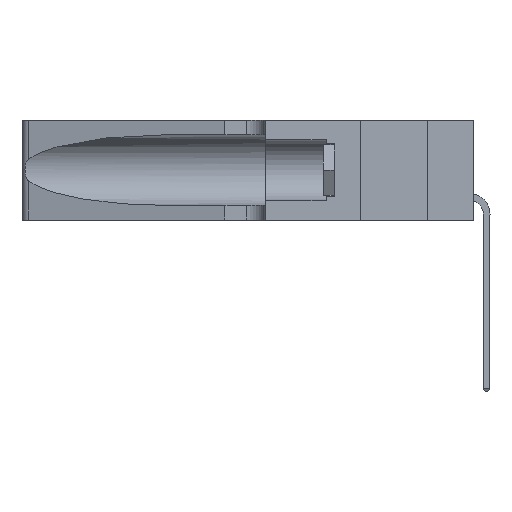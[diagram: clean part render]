
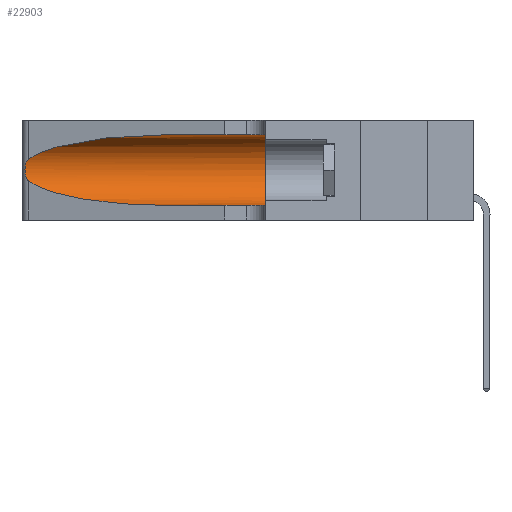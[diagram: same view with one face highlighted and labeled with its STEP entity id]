
A CAD part, left-side view. The second image highlights one B-rep face of the part: STEP entity #22903.
In plain terms, the highlighted cylindrical face has radius 3.308 mm (diameter 6.617 mm), a partial arc.
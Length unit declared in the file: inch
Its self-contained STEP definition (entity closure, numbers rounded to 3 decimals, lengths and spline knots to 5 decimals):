
#460 = CARTESIAN_POINT ( 'NONE',  ( 0.1305, 0.72297, 0.31525 ) ) ;
#783 = FACE_OUTER_BOUND ( 'NONE', #34489, .T. ) ;
#871 = CARTESIAN_POINT ( 'NONE',  ( 0.26075, 1.23896, 0.178 ) ) ;
#1070 = DIRECTION ( 'NONE',  ( 0., -1., 0. ) ) ;
#1134 = CARTESIAN_POINT ( 'NONE',  ( 0.25787, 1.23484, 0.2124 ) ) ;
#1775 = VERTEX_POINT ( 'NONE', #5087 ) ;
#1874 = CARTESIAN_POINT ( 'NONE',  ( 0.1305, 0.72297, 0.31525 ) ) ;
#2014 = CARTESIAN_POINT ( 'NONE',  ( 0.1305, 1.61858, 0.31525 ) ) ;
#5087 = CARTESIAN_POINT ( 'NONE',  ( 0.1305, 0.35, 0.05475 ) ) ;
#5666 = EDGE_CURVE ( 'NONE', #12557, #31223, #11830, .T. ) ;
#5938 = DIRECTION ( 'NONE',  ( 0., 1., 0. ) ) ;
#7494 = CARTESIAN_POINT ( 'NONE',  ( 0.26075, 1.23896, 0.19203 ) ) ;
#7694 = CARTESIAN_POINT ( 'NONE',  ( 0.25487, 1.22718, 0.22369 ) ) ;
#8829 = ORIENTED_EDGE ( 'NONE', *, *, #27785, .T. ) ;
#9043 = DIRECTION ( 'NONE',  ( 0., 0., 1. ) ) ;
#10292 = CARTESIAN_POINT ( 'NONE',  ( 0.25487, 1.22718, 0.22369 ) ) ;
#10705 = CARTESIAN_POINT ( 'NONE',  ( 0.2373, 1.15595, 0.28018 ) ) ;
#11512 = VECTOR ( 'NONE', #31387, 39.37008 ) ;
#11830 = B_SPLINE_CURVE_WITH_KNOTS ( 'NONE', 3,
 ( #19293, #15636, #37473, #1134, #34901, #22969, #7494, #871, #29198, #24216, #23704, #27747, #12060, #24487 ),
 .UNSPECIFIED., .F., .F.,
 ( 4, 2, 2, 2, 2, 2, 4 ),
 ( 0., 0.00027, 0.00053, 0.00107, 0.0016, 0.00187, 0.00214 ),
 .UNSPECIFIED. ) ;
#12060 = CARTESIAN_POINT ( 'NONE',  ( 0.25555, 1.22993, 0.14849 ) ) ;
#12369 = CARTESIAN_POINT ( 'NONE',  ( 0.1305, 0.35, 0.31525 ) ) ;
#12482 = LINE ( 'NONE', #28251, #11512 ) ;
#12502 = EDGE_CURVE ( 'NONE', #31223, #29073, #20259, .T. ) ;
#12557 = VERTEX_POINT ( 'NONE', #10292 ) ;
#12600 = CARTESIAN_POINT ( 'NONE',  ( 0.2373, 1.15595, 0.08982 ) ) ;
#12887 = ORIENTED_EDGE ( 'NONE', *, *, #33544, .F. ) ;
#15636 = CARTESIAN_POINT ( 'NONE',  ( 0.25555, 1.22994, 0.2215 ) ) ;
#16108 = CARTESIAN_POINT ( 'NONE',  ( 0.1305, 1.61858, 0.185 ) ) ;
#16635 = CARTESIAN_POINT ( 'NONE',  ( 0.25487, 1.22718, 0.14631 ) ) ;
#17640 = VECTOR ( 'NONE', #29406, 39.37008 ) ;
#18229 = EDGE_CURVE ( 'NONE', #38676, #12557, #22033, .T. ) ;
#18725 = ORIENTED_EDGE ( 'NONE', *, *, #5666, .T. ) ;
#18804 = CARTESIAN_POINT ( 'NONE',  ( 0.18966, 0.96281, 0.05475 ) ) ;
#19293 = CARTESIAN_POINT ( 'NONE',  ( 0.25487, 1.22718, 0.22369 ) ) ;
#20259 =( BOUNDED_CURVE ( )  B_SPLINE_CURVE ( 3, ( #31137, #12600, #18804, #22621 ),
 .UNSPECIFIED., .F., .F. ) 
 B_SPLINE_CURVE_WITH_KNOTS ( ( 4, 4 ),
 ( 3.44316, 4.71239 ),
 .UNSPECIFIED. ) 
 CURVE ( )  GEOMETRIC_REPRESENTATION_ITEM ( )  RATIONAL_B_SPLINE_CURVE ( ( 1., 0.87, 0.87, 1. ) ) 
 REPRESENTATION_ITEM ( '' )  );
#20890 = VERTEX_POINT ( 'NONE', #12369 ) ;
#22033 =( BOUNDED_CURVE ( )  B_SPLINE_CURVE ( 3, ( #1874, #26272, #10705, #7694 ),
 .UNSPECIFIED., .F., .F. ) 
 B_SPLINE_CURVE_WITH_KNOTS ( ( 4, 4 ),
 ( 1.5708, 2.84003 ),
 .UNSPECIFIED. ) 
 CURVE ( )  GEOMETRIC_REPRESENTATION_ITEM ( )  RATIONAL_B_SPLINE_CURVE ( ( 1., 0.87, 0.87, 1. ) ) 
 REPRESENTATION_ITEM ( '' )  );
#22621 = CARTESIAN_POINT ( 'NONE',  ( 0.1305, 0.72297, 0.05475 ) ) ;
#22903 = ADVANCED_FACE ( 'NONE', ( #783 ), #27915, .F. ) ;
#22969 = CARTESIAN_POINT ( 'NONE',  ( 0.26018, 1.23835, 0.19895 ) ) ;
#23704 = CARTESIAN_POINT ( 'NONE',  ( 0.25789, 1.23486, 0.15765 ) ) ;
#23997 = EDGE_CURVE ( 'NONE', #38676, #20890, #34148, .T. ) ;
#24216 = CARTESIAN_POINT ( 'NONE',  ( 0.25856, 1.23593, 0.16098 ) ) ;
#24484 = CARTESIAN_POINT ( 'NONE',  ( 0.1305, 0.35, 0.185 ) ) ;
#24487 = CARTESIAN_POINT ( 'NONE',  ( 0.25487, 1.22718, 0.14631 ) ) ;
#26272 = CARTESIAN_POINT ( 'NONE',  ( 0.18966, 0.96281, 0.31525 ) ) ;
#27084 = AXIS2_PLACEMENT_3D ( 'NONE', #16108, #1070, #38482 ) ;
#27747 = CARTESIAN_POINT ( 'NONE',  ( 0.25639, 1.23186, 0.15144 ) ) ;
#27785 = EDGE_CURVE ( 'NONE', #29073, #1775, #12482, .T. ) ;
#27915 = CYLINDRICAL_SURFACE ( 'NONE', #27084, 0.13025 ) ;
#28251 = CARTESIAN_POINT ( 'NONE',  ( 0.1305, 1.61858, 0.05475 ) ) ;
#29073 = VERTEX_POINT ( 'NONE', #34700 ) ;
#29198 = CARTESIAN_POINT ( 'NONE',  ( 0.26017, 1.23833, 0.17102 ) ) ;
#29406 = DIRECTION ( 'NONE',  ( 0., -1., 0. ) ) ;
#30654 = ORIENTED_EDGE ( 'NONE', *, *, #12502, .T. ) ;
#30725 = ORIENTED_EDGE ( 'NONE', *, *, #18229, .T. ) ;
#31137 = CARTESIAN_POINT ( 'NONE',  ( 0.25487, 1.22718, 0.14631 ) ) ;
#31223 = VERTEX_POINT ( 'NONE', #16635 ) ;
#31387 = DIRECTION ( 'NONE',  ( 0., -1., 0. ) ) ;
#33544 = EDGE_CURVE ( 'NONE', #20890, #1775, #36653, .T. ) ;
#33869 = AXIS2_PLACEMENT_3D ( 'NONE', #24484, #5938, #9043 ) ;
#34148 = LINE ( 'NONE', #2014, #17640 ) ;
#34489 = EDGE_LOOP ( 'NONE', ( #30725, #18725, #30654, #8829, #12887, #35965 ) ) ;
#34700 = CARTESIAN_POINT ( 'NONE',  ( 0.1305, 0.72297, 0.05475 ) ) ;
#34901 = CARTESIAN_POINT ( 'NONE',  ( 0.25854, 1.2359, 0.20912 ) ) ;
#35965 = ORIENTED_EDGE ( 'NONE', *, *, #23997, .F. ) ;
#36653 = CIRCLE ( 'NONE', #33869, 0.13025 ) ;
#37473 = CARTESIAN_POINT ( 'NONE',  ( 0.25639, 1.23184, 0.21858 ) ) ;
#38482 = DIRECTION ( 'NONE',  ( 0., 0., -1. ) ) ;
#38676 = VERTEX_POINT ( 'NONE', #460 ) ;
